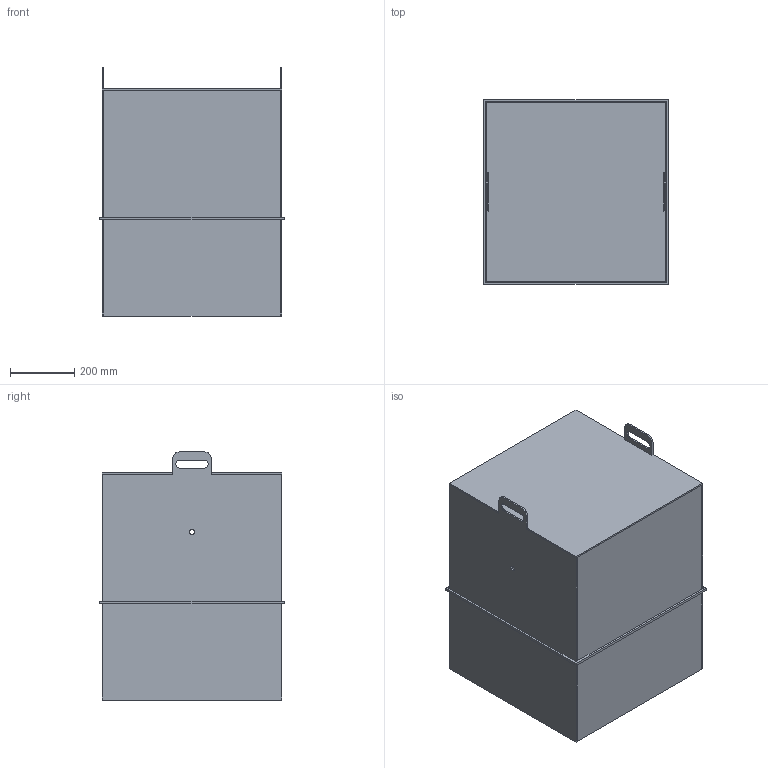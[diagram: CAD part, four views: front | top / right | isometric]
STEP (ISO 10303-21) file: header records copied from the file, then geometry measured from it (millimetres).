
FILE_DESCRIPTION(/* description */ (''),/* implementation_level */ '2;1');
FILE_NAME(/* name */ 'Chamber v25.step',/* time_stamp */ '2023-07-06T18:01:43+02:00',/* author */ (''),/* organization */ (''),/* preprocessor_version */ 'ST-DEVELOPER v19.2',/* originating_system */ 'Autodesk Translation Framework v12.6.0.85',/* authorisation */ '');
FILE_SCHEMA (('AUTOMOTIVE_DESIGN { 1 0 10303 214 3 1 1 }'));
Length unit declared in the file: millimetre
Products named in the file (15): Chamber; Bottom-Assembly; #5364; Interface; #5366; #5367; #5368; Top-Assembly; Roof; #5371; #5372; #5373; #5374; Fan Assembly; Fan Plate
Assembly tree (14 placements, depth 4):
  Chamber
    Bottom-Assembly
      #5364
      Interface
      #5366
      #5367
      #5368
    Top-Assembly
      Roof
      #5371
      #5372
      #5373
      #5374
      Fan Assembly
        Fan Plate
Bounding box: 575 x 575 x 774 mm (x, y, z)
Volume: 9741132.8 mm3; surface area: 4016109.3 mm2
Topology: 11 solids, 11 shells, 166 faces, 410 edges, 268 vertices
Faces by surface type: plane 124, cylinder 42
Full cylindrical faces by diameter (mm): 4.3 x4, 6 x4, 12.7 x2, 15.2 x2, 20 x1, 110 x1
Entity records: 5394 total; most frequent: DIRECTION 884, CARTESIAN_POINT 873, ORIENTED_EDGE 820, EDGE_CURVE 410, LINE 326, VECTOR 326, AXIS2_PLACEMENT_3D 279, VERTEX_POINT 268
